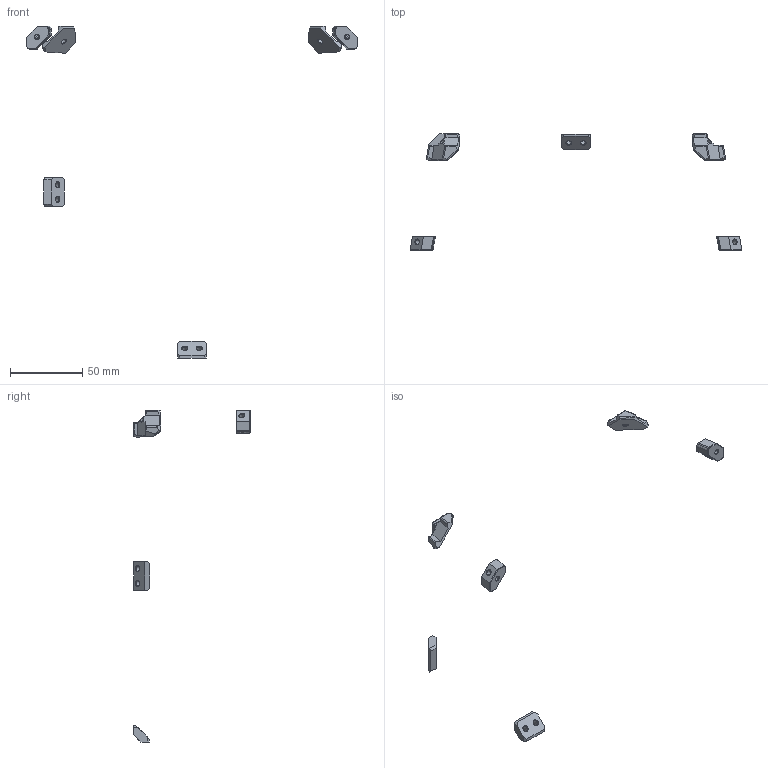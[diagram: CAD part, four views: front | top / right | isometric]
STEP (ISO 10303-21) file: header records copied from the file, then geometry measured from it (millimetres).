
FILE_DESCRIPTION(/* description */ (''),/* implementation_level */ '2;1');
FILE_NAME(/* name */ 'Tophat_Clamps.step',/* time_stamp */ '2023-03-15T19:13:21+01:00',/* author */ (''),/* organization */ (''),/* preprocessor_version */ 'ST-DEVELOPER v19.2',/* originating_system */ 'Autodesk Translation Framework v11.17.0.187',/* authorisation */ '');
FILE_SCHEMA (('AUTOMOTIVE_DESIGN { 1 0 10303 214 3 1 1 }'));
Length unit declared in the file: millimetre
Products named in the file (1): Tophat (1)
Bounding box: 229.79 x 81 x 230 mm (x, y, z)
Volume: 9632 mm3; surface area: 6368.6 mm2
Topology: 6 solids, 6 shells, 206 faces, 538 edges, 344 vertices
Faces by surface type: plane 118, cylinder 42, bspline 24, cone 16, sphere 6
Full cylindrical faces by diameter (mm): 2.9 x2, 3.4 x8, 6.2 x2
Entity records: 6721 total; most frequent: CARTESIAN_POINT 1661, ORIENTED_EDGE 1076, DIRECTION 962, EDGE_CURVE 538, LINE 376, VECTOR 376, VERTEX_POINT 344, AXIS2_PLACEMENT_3D 293
